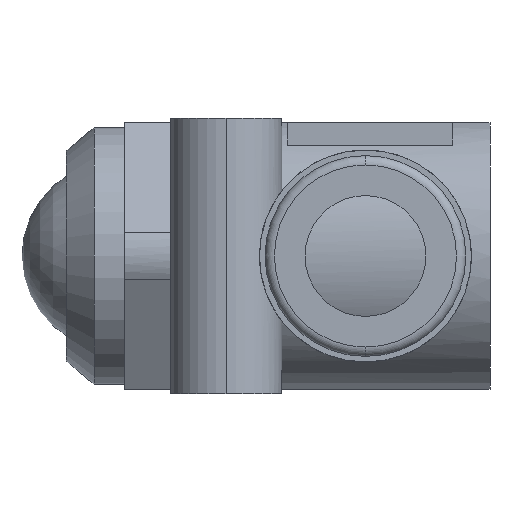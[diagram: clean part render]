
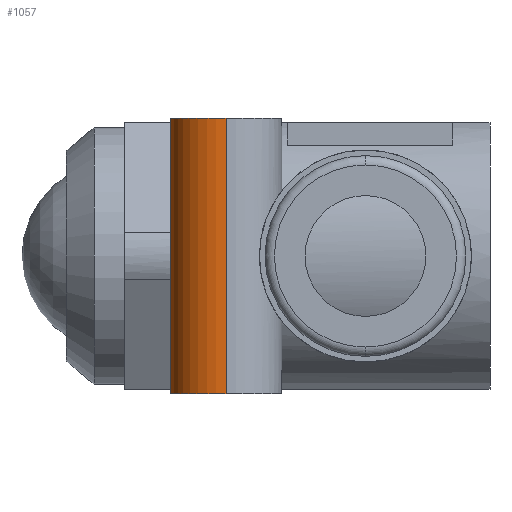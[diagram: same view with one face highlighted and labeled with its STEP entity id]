
A CAD part, left-side view. The second image highlights one B-rep face of the part: STEP entity #1057.
In plain terms, the highlighted cylindrical face has radius 3 mm (diameter 6 mm), a partial arc.
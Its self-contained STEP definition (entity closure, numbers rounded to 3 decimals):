
#26 = VERTEX_POINT ( 'NONE', #1280 ) ;
#36 = DIRECTION ( 'NONE',  ( 0., 0., -1. ) ) ;
#40 = DIRECTION ( 'NONE',  ( 0., 0., -1. ) ) ;
#77 = CIRCLE ( 'NONE', #3544, 3. ) ;
#140 = EDGE_CURVE ( 'NONE', #451, #3020, #1673, .T. ) ;
#181 = VECTOR ( 'NONE', #40, 1000. ) ;
#249 = VERTEX_POINT ( 'NONE', #1464 ) ;
#275 = DIRECTION ( 'NONE',  ( 1., 0., 0. ) ) ;
#312 = CARTESIAN_POINT ( 'NONE',  ( -8.805, 10.252, -1.25 ) ) ;
#446 = FACE_OUTER_BOUND ( 'NONE', #1874, .T. ) ;
#451 = VERTEX_POINT ( 'NONE', #517 ) ;
#499 = CARTESIAN_POINT ( 'NONE',  ( -7., 7.5, 4.376 ) ) ;
#517 = CARTESIAN_POINT ( 'NONE',  ( -13., 7.5, 7.4 ) ) ;
#529 = VERTEX_POINT ( 'NONE', #3626 ) ;
#595 = EDGE_CURVE ( 'NONE', #26, #249, #4013, .T. ) ;
#625 = ORIENTED_EDGE ( 'NONE', *, *, #595, .T. ) ;
#636 = CARTESIAN_POINT ( 'NONE',  ( -7., 7.5, 7.4 ) ) ;
#663 = VECTOR ( 'NONE', #36, 1000. ) ;
#823 = ORIENTED_EDGE ( 'NONE', *, *, #3803, .T. ) ;
#1024 = AXIS2_PLACEMENT_3D ( 'NONE', #4036, #2671, #1988 ) ;
#1025 = CARTESIAN_POINT ( 'NONE',  ( -10., 7.5, -7.4 ) ) ;
#1028 = CARTESIAN_POINT ( 'NONE',  ( -9.11, 10.366, 0.44 ) ) ;
#1029 = CARTESIAN_POINT ( 'NONE',  ( -7., 7.5, 7.4 ) ) ;
#1057 = ADVANCED_FACE ( 'NONE', ( #446 ), #2150, .T. ) ;
#1144 = EDGE_CURVE ( 'NONE', #4328, #3020, #3776, .T. ) ;
#1172 = CARTESIAN_POINT ( 'NONE',  ( -7., 7.5, -4.376 ) ) ;
#1200 = CARTESIAN_POINT ( 'NONE',  ( -7., 8.731, 4.376 ) ) ;
#1280 = CARTESIAN_POINT ( 'NONE',  ( -7., 7.5, 4.376 ) ) ;
#1363 = DIRECTION ( 'NONE',  ( 1., 0., 0. ) ) ;
#1371 = CARTESIAN_POINT ( 'NONE',  ( -9.14, 10.374, -0.217 ) ) ;
#1381 = ORIENTED_EDGE ( 'NONE', *, *, #2787, .T. ) ;
#1464 = CARTESIAN_POINT ( 'NONE',  ( -8.805, 10.252, 1.25 ) ) ;
#1519 = CARTESIAN_POINT ( 'NONE',  ( -8.805, 10.252, 1.25 ) ) ;
#1673 = LINE ( 'NONE', #2400, #663 ) ;
#1688 = CARTESIAN_POINT ( 'NONE',  ( -7., 7.5, -4.376 ) ) ;
#1716 = CARTESIAN_POINT ( 'NONE',  ( -8.997, 10.328, -0.859 ) ) ;
#1829 = EDGE_CURVE ( 'NONE', #2057, #26, #2204, .T. ) ;
#1874 = EDGE_LOOP ( 'NONE', ( #2697, #3581, #625, #823, #1381, #1955, #3403, #3697 ) ) ;
#1915 = EDGE_CURVE ( 'NONE', #3534, #4328, #2902, .T. ) ;
#1955 = ORIENTED_EDGE ( 'NONE', *, *, #1915, .T. ) ;
#1988 = DIRECTION ( 'NONE',  ( -1., 0., 0. ) ) ;
#2048 = CARTESIAN_POINT ( 'NONE',  ( -8.805, 10.252, -1.25 ) ) ;
#2057 = VERTEX_POINT ( 'NONE', #636 ) ;
#2150 = CYLINDRICAL_SURFACE ( 'NONE', #1024, 3. ) ;
#2204 = LINE ( 'NONE', #1029, #3109 ) ;
#2312 = DIRECTION ( 'NONE',  ( 0., 0., 1. ) ) ;
#2340 = CARTESIAN_POINT ( 'NONE',  ( -7.675, 9.761, -3.206 ) ) ;
#2369 = CARTESIAN_POINT ( 'NONE',  ( -8.805, 10.252, 1.25 ) ) ;
#2379 = AXIS2_PLACEMENT_3D ( 'NONE', #1025, #3413, #1363 ) ;
#2395 = CARTESIAN_POINT ( 'NONE',  ( -13., 7.5, -7.4 ) ) ;
#2400 = CARTESIAN_POINT ( 'NONE',  ( -13., 7.5, 7.4 ) ) ;
#2671 = DIRECTION ( 'NONE',  ( 0., 0., -1. ) ) ;
#2697 = ORIENTED_EDGE ( 'NONE', *, *, #3692, .F. ) ;
#2787 = EDGE_CURVE ( 'NONE', #529, #3534, #2983, .T. ) ;
#2902 = LINE ( 'NONE', #3113, #181 ) ;
#2983 =( BOUNDED_CURVE ( )  B_SPLINE_CURVE ( 3, ( #312, #2340, #3748, #1688 ),
 .UNSPECIFIED., .F., .F. ) 
 B_SPLINE_CURVE_WITH_KNOTS ( ( 4, 4 ),
 ( 5.122, 6.283 ),
 .UNSPECIFIED. ) 
 CURVE ( )  GEOMETRIC_REPRESENTATION_ITEM ( )  RATIONAL_B_SPLINE_CURVE ( ( 1., 0.891, 0.891, 1. ) ) 
 REPRESENTATION_ITEM ( '' )  );
#3020 = VERTEX_POINT ( 'NONE', #2395 ) ;
#3064 = CARTESIAN_POINT ( 'NONE',  ( -8.996, 10.328, 0.863 ) ) ;
#3109 = VECTOR ( 'NONE', #3424, 1000. ) ;
#3113 = CARTESIAN_POINT ( 'NONE',  ( -7., 7.5, 7.4 ) ) ;
#3403 = ORIENTED_EDGE ( 'NONE', *, *, #1144, .T. ) ;
#3413 = DIRECTION ( 'NONE',  ( 0., 0., 1. ) ) ;
#3422 = CARTESIAN_POINT ( 'NONE',  ( -9.139, 10.374, 0.22 ) ) ;
#3424 = DIRECTION ( 'NONE',  ( 0., 0., -1. ) ) ;
#3534 = VERTEX_POINT ( 'NONE', #1172 ) ;
#3544 = AXIS2_PLACEMENT_3D ( 'NONE', #4369, #2312, #275 ) ;
#3581 = ORIENTED_EDGE ( 'NONE', *, *, #1829, .T. ) ;
#3594 = CARTESIAN_POINT ( 'NONE',  ( -7.675, 9.761, 3.206 ) ) ;
#3626 = CARTESIAN_POINT ( 'NONE',  ( -8.805, 10.252, -1.25 ) ) ;
#3692 = EDGE_CURVE ( 'NONE', #2057, #451, #77, .T. ) ;
#3697 = ORIENTED_EDGE ( 'NONE', *, *, #140, .F. ) ;
#3748 = CARTESIAN_POINT ( 'NONE',  ( -7., 8.731, -4.376 ) ) ;
#3767 = CARTESIAN_POINT ( 'NONE',  ( -9.11, 10.366, -0.439 ) ) ;
#3776 = CIRCLE ( 'NONE', #2379, 3. ) ;
#3803 = EDGE_CURVE ( 'NONE', #249, #529, #4248, .T. ) ;
#4013 =( BOUNDED_CURVE ( )  B_SPLINE_CURVE ( 3, ( #499, #1200, #3594, #1519 ),
 .UNSPECIFIED., .F., .F. ) 
 B_SPLINE_CURVE_WITH_KNOTS ( ( 4, 4 ),
 ( 3.142, 4.303 ),
 .UNSPECIFIED. ) 
 CURVE ( )  GEOMETRIC_REPRESENTATION_ITEM ( )  RATIONAL_B_SPLINE_CURVE ( ( 1., 0.891, 0.891, 1. ) ) 
 REPRESENTATION_ITEM ( '' )  );
#4036 = CARTESIAN_POINT ( 'NONE',  ( -10., 7.5, 7.4 ) ) ;
#4101 = CARTESIAN_POINT ( 'NONE',  ( -8.913, 10.299, -1.063 ) ) ;
#4248 = B_SPLINE_CURVE_WITH_KNOTS ( 'NONE', 3,
 ( #2369, #4428, #3064, #1028, #3422, #1371, #3767, #1716, #4101, #2048 ),
 .UNSPECIFIED., .F., .F.,
 ( 4, 2, 2, 2, 4 ),
 ( 0., 0.001, 0.001, 0.002, 0.003 ),
 .UNSPECIFIED. ) ;
#4284 = CARTESIAN_POINT ( 'NONE',  ( -7., 7.5, -7.4 ) ) ;
#4328 = VERTEX_POINT ( 'NONE', #4284 ) ;
#4369 = CARTESIAN_POINT ( 'NONE',  ( -10., 7.5, 7.4 ) ) ;
#4428 = CARTESIAN_POINT ( 'NONE',  ( -8.913, 10.299, 1.062 ) ) ;
